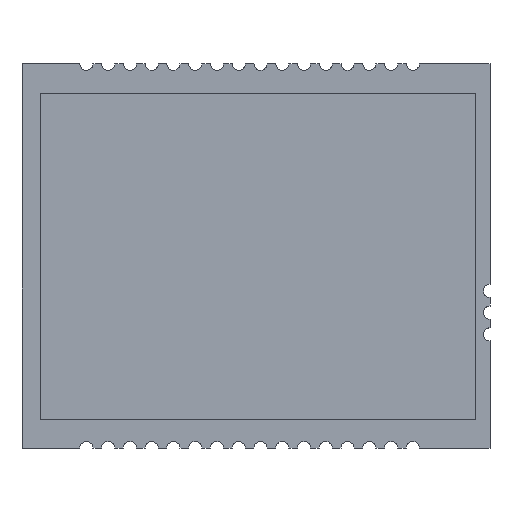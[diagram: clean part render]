
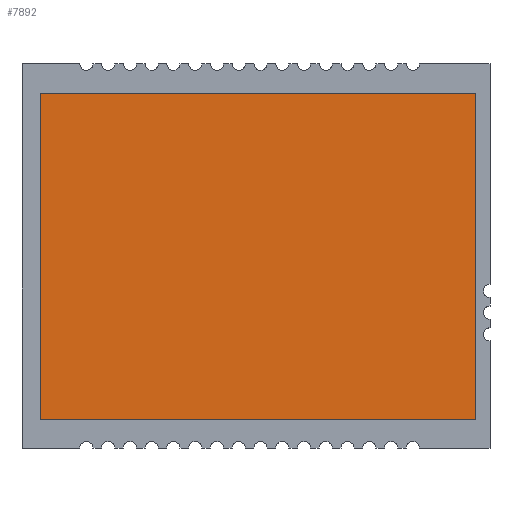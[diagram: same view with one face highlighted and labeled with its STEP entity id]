
A CAD part, top view. The second image highlights one B-rep face of the part: STEP entity #7892.
In plain terms, the highlighted planar face has unit normal (0, 0, 1).
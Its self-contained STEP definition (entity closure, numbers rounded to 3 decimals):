
#7578 = VERTEX_POINT('',#7579);
#7579 = CARTESIAN_POINT('',(22.,16.3,3.));
#7586 = PLANE('',#7587);
#7587 = AXIS2_PLACEMENT_3D('',#7588,#7589,#7590);
#7588 = CARTESIAN_POINT('',(22.,16.3,1.));
#7589 = DIRECTION('',(1.,0.,0.));
#7590 = DIRECTION('',(0.,-1.,0.));
#7598 = PLANE('',#7599);
#7599 = AXIS2_PLACEMENT_3D('',#7600,#7601,#7602);
#7600 = CARTESIAN_POINT('',(42.,16.3,1.));
#7601 = DIRECTION('',(0.,-1.,0.));
#7602 = DIRECTION('',(-1.,0.,0.));
#7610 = EDGE_CURVE('',#7578,#7611,#7613,.T.);
#7611 = VERTEX_POINT('',#7612);
#7612 = CARTESIAN_POINT('',(22.,1.3,3.));
#7613 = SURFACE_CURVE('',#7614,(#7618,#7625),.PCURVE_S1.);
#7614 = LINE('',#7615,#7616);
#7615 = CARTESIAN_POINT('',(22.,16.3,3.));
#7616 = VECTOR('',#7617,1.);
#7617 = DIRECTION('',(0.,-1.,0.));
#7618 = PCURVE('',#7586,#7619);
#7619 = DEFINITIONAL_REPRESENTATION('',(#7620),#7624);
#7620 = LINE('',#7621,#7622);
#7621 = CARTESIAN_POINT('',(0.,-2.));
#7622 = VECTOR('',#7623,1.);
#7623 = DIRECTION('',(1.,0.));
#7624 = ( GEOMETRIC_REPRESENTATION_CONTEXT(2) 
PARAMETRIC_REPRESENTATION_CONTEXT() REPRESENTATION_CONTEXT('2D SPACE',''
  ) );
#7625 = PCURVE('',#7626,#7631);
#7626 = PLANE('',#7627);
#7627 = AXIS2_PLACEMENT_3D('',#7628,#7629,#7630);
#7628 = CARTESIAN_POINT('',(22.,16.3,3.));
#7629 = DIRECTION('',(0.,0.,-1.));
#7630 = DIRECTION('',(-1.,0.,0.));
#7631 = DEFINITIONAL_REPRESENTATION('',(#7632),#7636);
#7632 = LINE('',#7633,#7634);
#7633 = CARTESIAN_POINT('',(0.,0.));
#7634 = VECTOR('',#7635,1.);
#7635 = DIRECTION('',(-0.,-1.));
#7636 = ( GEOMETRIC_REPRESENTATION_CONTEXT(2) 
PARAMETRIC_REPRESENTATION_CONTEXT() REPRESENTATION_CONTEXT('2D SPACE',''
  ) );
#7654 = PLANE('',#7655);
#7655 = AXIS2_PLACEMENT_3D('',#7656,#7657,#7658);
#7656 = CARTESIAN_POINT('',(22.,1.3,1.));
#7657 = DIRECTION('',(0.,1.,0.));
#7658 = DIRECTION('',(1.,0.,0.));
#7696 = EDGE_CURVE('',#7611,#7697,#7699,.T.);
#7697 = VERTEX_POINT('',#7698);
#7698 = CARTESIAN_POINT('',(42.,1.3,3.));
#7699 = SURFACE_CURVE('',#7700,(#7704,#7711),.PCURVE_S1.);
#7700 = LINE('',#7701,#7702);
#7701 = CARTESIAN_POINT('',(22.,1.3,3.));
#7702 = VECTOR('',#7703,1.);
#7703 = DIRECTION('',(1.,0.,0.));
#7704 = PCURVE('',#7654,#7705);
#7705 = DEFINITIONAL_REPRESENTATION('',(#7706),#7710);
#7706 = LINE('',#7707,#7708);
#7707 = CARTESIAN_POINT('',(0.,-2.));
#7708 = VECTOR('',#7709,1.);
#7709 = DIRECTION('',(1.,0.));
#7710 = ( GEOMETRIC_REPRESENTATION_CONTEXT(2) 
PARAMETRIC_REPRESENTATION_CONTEXT() REPRESENTATION_CONTEXT('2D SPACE',''
  ) );
#7711 = PCURVE('',#7626,#7712);
#7712 = DEFINITIONAL_REPRESENTATION('',(#7713),#7717);
#7713 = LINE('',#7714,#7715);
#7714 = CARTESIAN_POINT('',(-0.,-15.));
#7715 = VECTOR('',#7716,1.);
#7716 = DIRECTION('',(-1.,0.));
#7717 = ( GEOMETRIC_REPRESENTATION_CONTEXT(2) 
PARAMETRIC_REPRESENTATION_CONTEXT() REPRESENTATION_CONTEXT('2D SPACE',''
  ) );
#7735 = PLANE('',#7736);
#7736 = AXIS2_PLACEMENT_3D('',#7737,#7738,#7739);
#7737 = CARTESIAN_POINT('',(42.,1.3,1.));
#7738 = DIRECTION('',(-1.,0.,0.));
#7739 = DIRECTION('',(0.,1.,0.));
#7772 = EDGE_CURVE('',#7697,#7773,#7775,.T.);
#7773 = VERTEX_POINT('',#7774);
#7774 = CARTESIAN_POINT('',(42.,16.3,3.));
#7775 = SURFACE_CURVE('',#7776,(#7780,#7787),.PCURVE_S1.);
#7776 = LINE('',#7777,#7778);
#7777 = CARTESIAN_POINT('',(42.,1.3,3.));
#7778 = VECTOR('',#7779,1.);
#7779 = DIRECTION('',(0.,1.,0.));
#7780 = PCURVE('',#7735,#7781);
#7781 = DEFINITIONAL_REPRESENTATION('',(#7782),#7786);
#7782 = LINE('',#7783,#7784);
#7783 = CARTESIAN_POINT('',(0.,-2.));
#7784 = VECTOR('',#7785,1.);
#7785 = DIRECTION('',(1.,0.));
#7786 = ( GEOMETRIC_REPRESENTATION_CONTEXT(2) 
PARAMETRIC_REPRESENTATION_CONTEXT() REPRESENTATION_CONTEXT('2D SPACE',''
  ) );
#7787 = PCURVE('',#7626,#7788);
#7788 = DEFINITIONAL_REPRESENTATION('',(#7789),#7793);
#7789 = LINE('',#7790,#7791);
#7790 = CARTESIAN_POINT('',(-20.,-15.));
#7791 = VECTOR('',#7792,1.);
#7792 = DIRECTION('',(0.,1.));
#7793 = ( GEOMETRIC_REPRESENTATION_CONTEXT(2) 
PARAMETRIC_REPRESENTATION_CONTEXT() REPRESENTATION_CONTEXT('2D SPACE',''
  ) );
#7843 = EDGE_CURVE('',#7773,#7578,#7844,.T.);
#7844 = SURFACE_CURVE('',#7845,(#7849,#7856),.PCURVE_S1.);
#7845 = LINE('',#7846,#7847);
#7846 = CARTESIAN_POINT('',(42.,16.3,3.));
#7847 = VECTOR('',#7848,1.);
#7848 = DIRECTION('',(-1.,0.,0.));
#7849 = PCURVE('',#7598,#7850);
#7850 = DEFINITIONAL_REPRESENTATION('',(#7851),#7855);
#7851 = LINE('',#7852,#7853);
#7852 = CARTESIAN_POINT('',(0.,-2.));
#7853 = VECTOR('',#7854,1.);
#7854 = DIRECTION('',(1.,0.));
#7855 = ( GEOMETRIC_REPRESENTATION_CONTEXT(2) 
PARAMETRIC_REPRESENTATION_CONTEXT() REPRESENTATION_CONTEXT('2D SPACE',''
  ) );
#7856 = PCURVE('',#7626,#7857);
#7857 = DEFINITIONAL_REPRESENTATION('',(#7858),#7862);
#7858 = LINE('',#7859,#7860);
#7859 = CARTESIAN_POINT('',(-20.,0.));
#7860 = VECTOR('',#7861,1.);
#7861 = DIRECTION('',(1.,0.));
#7862 = ( GEOMETRIC_REPRESENTATION_CONTEXT(2) 
PARAMETRIC_REPRESENTATION_CONTEXT() REPRESENTATION_CONTEXT('2D SPACE',''
  ) );
#7892 = ADVANCED_FACE('',(#7893),#7626,.F.);
#7893 = FACE_BOUND('',#7894,.T.);
#7894 = EDGE_LOOP('',(#7895,#7896,#7897,#7898));
#7895 = ORIENTED_EDGE('',*,*,#7610,.T.);
#7896 = ORIENTED_EDGE('',*,*,#7696,.T.);
#7897 = ORIENTED_EDGE('',*,*,#7772,.T.);
#7898 = ORIENTED_EDGE('',*,*,#7843,.T.);
